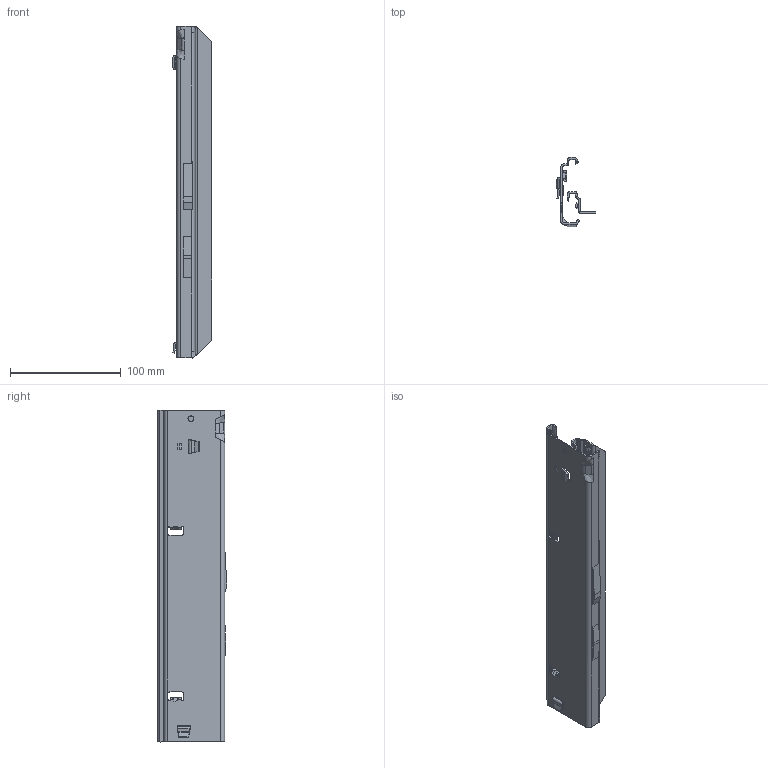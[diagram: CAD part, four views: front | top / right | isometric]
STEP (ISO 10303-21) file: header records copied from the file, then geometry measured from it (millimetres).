
FILE_DESCRIPTION (( 'STEP AP214' ), '1' );
FILE_NAME ('FR_796.300-GA.L526_Ind-0_closed.STEP', '2024-01-16T11:23:59', ( '' ), ( '' ), 'SwSTEP 2.0', 'SolidWorks 2023', '' );
FILE_SCHEMA (( 'AUTOMOTIVE_DESIGN' ));
Length unit declared in the file: millimetre
Products named in the file (6): PG-033; CS# 795.XXX-01.L525_NL  300; CS# 795.XXX-01.A164_NL  300; FR_796.300-GA.L526_Ind-0_closed; CS# 796.XXX-03.A233_NL  300; CS# 796.XXX-V3.OASB_NL  300
Assembly tree (5 placements, depth 3):
  FR_796.300-GA.L526_Ind-0_closed
    CS# 795.XXX-01.L525_NL  300
      CS# 795.XXX-01.A164_NL  300
      PG-033
    CS# 796.XXX-V3.OASB_NL  300
      CS# 796.XXX-03.A233_NL  300
Bounding box: 35.29 x 62.55 x 300 mm (x, y, z)
Volume: 59116.5 mm3; surface area: 82080.9 mm2
Topology: 3 solids, 3 shells, 807 faces, 2104 edges, 1280 vertices
Faces by surface type: plane 330, cylinder 219, bspline 94, cone 72, torus 72, sphere 20
Entity records: 26808 total; most frequent: CARTESIAN_POINT 7716, ORIENTED_EDGE 4138, DIRECTION 3785, EDGE_CURVE 2069, AXIS2_PLACEMENT_3D 1340, VERTEX_POINT 1280, VECTOR 1105, LINE 1105
